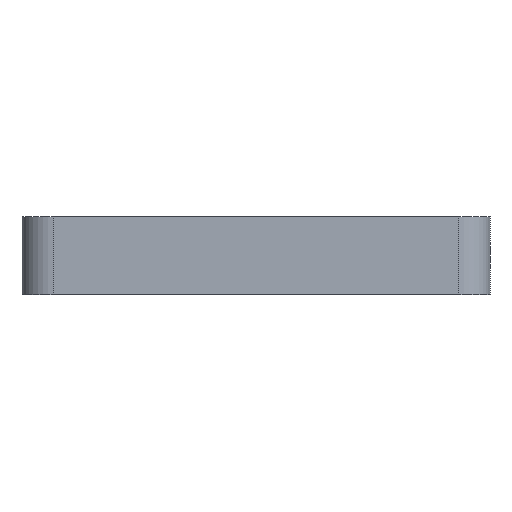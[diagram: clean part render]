
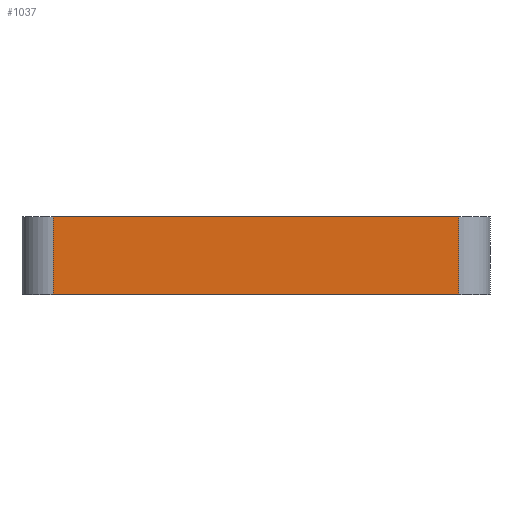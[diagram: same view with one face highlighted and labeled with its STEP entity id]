
A CAD part, front view. The second image highlights one B-rep face of the part: STEP entity #1037.
In plain terms, the highlighted planar face has unit normal (0, -1, 0).
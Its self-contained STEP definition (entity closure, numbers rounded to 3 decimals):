
#71=PLANE('',#1168);
#125=FACE_OUTER_BOUND('',#202,.T.);
#202=EDGE_LOOP('',(#914,#915,#916,#917));
#219=LINE('',#1510,#298);
#224=LINE('',#1526,#303);
#240=LINE('',#1595,#319);
#294=LINE('',#1773,#373);
#298=VECTOR('',#1199,10.);
#303=VECTOR('',#1214,10.);
#319=VECTOR('',#1270,10.);
#373=VECTOR('',#1480,10.);
#444=VERTEX_POINT('',#1507);
#445=VERTEX_POINT('',#1509);
#451=VERTEX_POINT('',#1525);
#483=VERTEX_POINT('',#1591);
#540=EDGE_CURVE('',#444,#445,#219,.T.);
#548=EDGE_CURVE('',#451,#445,#224,.T.);
#583=EDGE_CURVE('',#451,#483,#240,.T.);
#670=EDGE_CURVE('',#483,#444,#294,.T.);
#914=ORIENTED_EDGE('',*,*,#540,.F.);
#915=ORIENTED_EDGE('',*,*,#670,.F.);
#916=ORIENTED_EDGE('',*,*,#583,.F.);
#917=ORIENTED_EDGE('',*,*,#548,.T.);
#1037=ADVANCED_FACE('',(#125),#71,.T.);
#1168=AXIS2_PLACEMENT_3D('',#1772,#1478,#1479);
#1199=DIRECTION('',(0.,0.,1.));
#1214=DIRECTION('',(-1.,0.,0.));
#1270=DIRECTION('',(0.,0.,-1.));
#1478=DIRECTION('center_axis',(0.,-1.,0.));
#1479=DIRECTION('ref_axis',(-1.,0.,0.));
#1480=DIRECTION('',(-1.,0.,0.));
#1507=CARTESIAN_POINT('',(-65.,-60.,-25.));
#1509=CARTESIAN_POINT('',(-65.,-60.,0.));
#1510=CARTESIAN_POINT('',(-65.,-60.,0.));
#1525=CARTESIAN_POINT('',(65.,-60.,0.));
#1526=CARTESIAN_POINT('',(75.,-60.,0.));
#1591=CARTESIAN_POINT('',(65.,-60.,-25.));
#1595=CARTESIAN_POINT('',(65.,-60.,0.));
#1772=CARTESIAN_POINT('Origin',(75.,-60.,0.));
#1773=CARTESIAN_POINT('',(75.,-60.,-25.));
